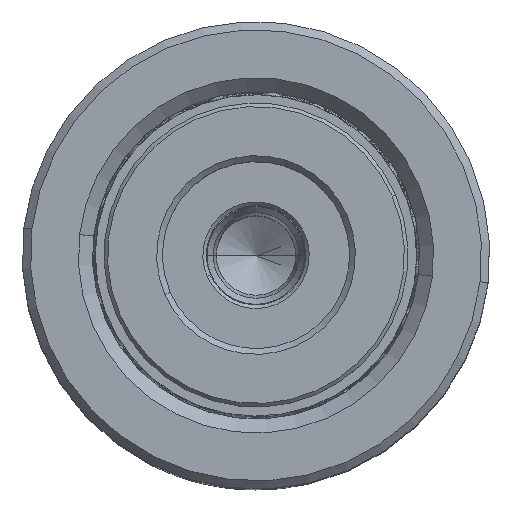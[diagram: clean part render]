
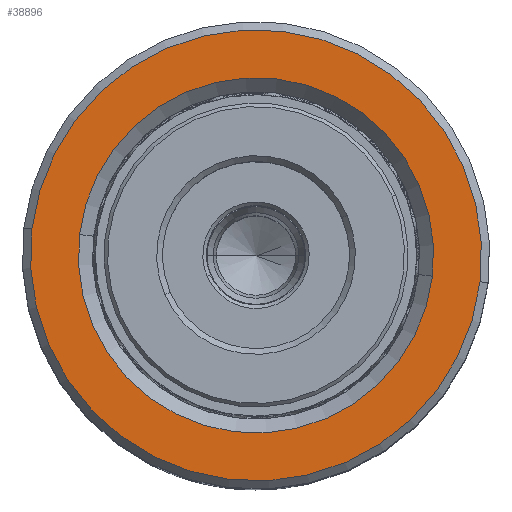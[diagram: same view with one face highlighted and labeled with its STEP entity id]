
A CAD part, top view. The second image highlights one B-rep face of the part: STEP entity #38896.
In plain terms, the highlighted planar face has unit normal (0, 0, 1).
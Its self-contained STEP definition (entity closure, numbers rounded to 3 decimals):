
#1164 = CIRCLE ( 'NONE', #32383, 19.3 ) ;
#1265 = DIRECTION ( 'NONE',  ( 1., 0., 0. ) ) ;
#3062 = CIRCLE ( 'NONE', #24083, 15.2 ) ;
#3453 = CARTESIAN_POINT ( 'NONE',  ( 15.2, 0., 50. ) ) ;
#5653 = EDGE_CURVE ( 'NONE', #27391, #36610, #22044, .T. ) ;
#5961 = DIRECTION ( 'NONE',  ( 0., 0., -1. ) ) ;
#7124 = EDGE_LOOP ( 'NONE', ( #18277, #21804 ) ) ;
#8480 = ORIENTED_EDGE ( 'NONE', *, *, #19397, .T. ) ;
#9819 = CARTESIAN_POINT ( 'NONE',  ( -15.2, 0., 50. ) ) ;
#12335 = DIRECTION ( 'NONE',  ( 1., 0., 0. ) ) ;
#13019 = DIRECTION ( 'NONE',  ( 0., 0., 1. ) ) ;
#14094 = DIRECTION ( 'NONE',  ( 0., 0., 1. ) ) ;
#14753 = CARTESIAN_POINT ( 'NONE',  ( 0., 0., 50. ) ) ;
#16450 = CARTESIAN_POINT ( 'NONE',  ( -19.3, 0., 50. ) ) ;
#16841 = FACE_OUTER_BOUND ( 'NONE', #7124, .T. ) ;
#17042 = CARTESIAN_POINT ( 'NONE',  ( 0., 0., 50. ) ) ;
#17088 = CIRCLE ( 'NONE', #38090, 19.3 ) ;
#17569 = AXIS2_PLACEMENT_3D ( 'NONE', #14753, #5961, #12335 ) ;
#17772 = CARTESIAN_POINT ( 'NONE',  ( 0., 0., 50. ) ) ;
#18277 = ORIENTED_EDGE ( 'NONE', *, *, #21402, .T. ) ;
#19162 = DIRECTION ( 'NONE',  ( 1., 0., 0. ) ) ;
#19397 = EDGE_CURVE ( 'NONE', #36610, #27391, #3062, .T. ) ;
#19777 = AXIS2_PLACEMENT_3D ( 'NONE', #17042, #26451, #29231 ) ;
#21402 = EDGE_CURVE ( 'NONE', #25747, #22746, #1164, .T. ) ;
#21804 = ORIENTED_EDGE ( 'NONE', *, *, #33294, .T. ) ;
#22044 = CIRCLE ( 'NONE', #17569, 15.2 ) ;
#22746 = VERTEX_POINT ( 'NONE', #37085 ) ;
#23448 = PLANE ( 'NONE',  #19777 ) ;
#24083 = AXIS2_PLACEMENT_3D ( 'NONE', #17772, #27359, #27743 ) ;
#25747 = VERTEX_POINT ( 'NONE', #16450 ) ;
#26451 = DIRECTION ( 'NONE',  ( 0., 0., 1. ) ) ;
#27359 = DIRECTION ( 'NONE',  ( 0., 0., -1. ) ) ;
#27391 = VERTEX_POINT ( 'NONE', #9819 ) ;
#27743 = DIRECTION ( 'NONE',  ( 1., 0., 0. ) ) ;
#29231 = DIRECTION ( 'NONE',  ( 1., 0., 0. ) ) ;
#29662 = ORIENTED_EDGE ( 'NONE', *, *, #5653, .T. ) ;
#31197 = CARTESIAN_POINT ( 'NONE',  ( 0., 0., 50. ) ) ;
#32383 = AXIS2_PLACEMENT_3D ( 'NONE', #31197, #13019, #1265 ) ;
#33209 = EDGE_LOOP ( 'NONE', ( #8480, #29662 ) ) ;
#33294 = EDGE_CURVE ( 'NONE', #22746, #25747, #17088, .T. ) ;
#36610 = VERTEX_POINT ( 'NONE', #3453 ) ;
#37085 = CARTESIAN_POINT ( 'NONE',  ( 19.3, 0., 50. ) ) ;
#38090 = AXIS2_PLACEMENT_3D ( 'NONE', #38622, #14094, #19162 ) ;
#38187 = FACE_BOUND ( 'NONE', #33209, .T. ) ;
#38622 = CARTESIAN_POINT ( 'NONE',  ( 0., 0., 50. ) ) ;
#38896 = ADVANCED_FACE ( 'NONE', ( #16841, #38187 ), #23448, .T. ) ;
